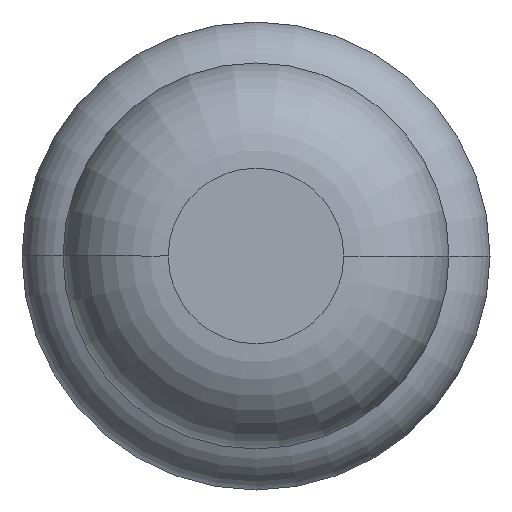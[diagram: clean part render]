
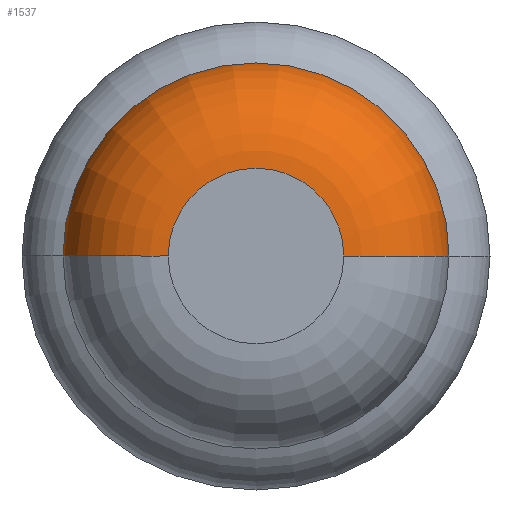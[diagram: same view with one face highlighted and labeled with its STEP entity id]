
A CAD part, front view. The second image highlights one B-rep face of the part: STEP entity #1537.
In plain terms, the highlighted toroidal (fillet/blend) face has major radius 0.375 mm and minor radius 0.45 mm.
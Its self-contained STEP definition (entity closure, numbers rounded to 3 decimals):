
#35 = ORIENTED_EDGE ( 'NONE', *, *, #543, .F. ) ;
#121 = VERTEX_POINT ( 'NONE', #3787 ) ;
#321 = AXIS2_PLACEMENT_3D ( 'NONE', #3279, #549, #1909 ) ;
#481 = CARTESIAN_POINT ( 'NONE',  ( 0.825, -31.55, 0. ) ) ;
#486 = EDGE_CURVE ( 'NONE', #2573, #121, #704, .T. ) ;
#543 = EDGE_CURVE ( 'Defeature ausgef�hrt1_6+Defeature ausgef�hrt1_7+Defeature ausgef�hrt1_7+Defeature ausgef�hrt1_7', #2766, #121, #1659, .T. ) ;
#549 = DIRECTION ( 'NONE',  ( 0., 0., 1. ) ) ;
#577 = CARTESIAN_POINT ( 'NONE',  ( 0., -32., 0. ) ) ;
#704 = CIRCLE ( 'NONE', #321, 0.45 ) ;
#808 = FACE_OUTER_BOUND ( 'NONE', #1119, .T. ) ;
#968 = CIRCLE ( 'NONE', #1442, 0.825 ) ;
#1012 = ORIENTED_EDGE ( 'NONE', *, *, #486, .T. ) ;
#1119 = EDGE_LOOP ( 'NONE', ( #2547, #1012, #35, #3085 ) ) ;
#1226 = CIRCLE ( 'NONE', #2852, 0.45 ) ;
#1233 = EDGE_CURVE ( 'Defeature ausgef�hrt1_7+Defeature ausgef�hrt1_8+Defeature ausgef�hrt1_8+Defeature ausgef�hrt1_8', #1890, #2573, #968, .T. ) ;
#1254 = DIRECTION ( 'NONE',  ( 0., -1., 0. ) ) ;
#1442 = AXIS2_PLACEMENT_3D ( 'NONE', #4172, #1610, #3989 ) ;
#1467 = CARTESIAN_POINT ( 'NONE',  ( 0.375, -31.55, 0. ) ) ;
#1537 = ADVANCED_FACE ( 'Defeature ausgef�hrt1_7', ( #808 ), #1930, .T. ) ;
#1610 = DIRECTION ( 'NONE',  ( 0., -1., 0. ) ) ;
#1659 = CIRCLE ( 'NONE', #2523, 0.375 ) ;
#1890 = VERTEX_POINT ( 'NONE', #481 ) ;
#1909 = DIRECTION ( 'NONE',  ( 1., 0., 0. ) ) ;
#1930 = TOROIDAL_SURFACE ( 'NONE', #1975, 0.375, 0.45 ) ;
#1975 = AXIS2_PLACEMENT_3D ( 'NONE', #2300, #3346, #4012 ) ;
#2228 = CARTESIAN_POINT ( 'NONE',  ( 0.375, -32., 0. ) ) ;
#2300 = CARTESIAN_POINT ( 'NONE',  ( 0., -31.55, 0. ) ) ;
#2494 = EDGE_CURVE ( 'NONE', #1890, #2766, #1226, .T. ) ;
#2523 = AXIS2_PLACEMENT_3D ( 'NONE', #577, #1254, #3967 ) ;
#2547 = ORIENTED_EDGE ( 'NONE', *, *, #1233, .T. ) ;
#2573 = VERTEX_POINT ( 'NONE', #2839 ) ;
#2766 = VERTEX_POINT ( 'NONE', #2228 ) ;
#2799 = DIRECTION ( 'NONE',  ( 0., 0., -1. ) ) ;
#2839 = CARTESIAN_POINT ( 'NONE',  ( -0.825, -31.55, 0. ) ) ;
#2852 = AXIS2_PLACEMENT_3D ( 'NONE', #1467, #2799, #3497 ) ;
#3085 = ORIENTED_EDGE ( 'NONE', *, *, #2494, .F. ) ;
#3279 = CARTESIAN_POINT ( 'NONE',  ( -0.375, -31.55, 0. ) ) ;
#3346 = DIRECTION ( 'NONE',  ( 0., -1., 0. ) ) ;
#3497 = DIRECTION ( 'NONE',  ( -1., 0., 0. ) ) ;
#3787 = CARTESIAN_POINT ( 'NONE',  ( -0.375, -32., 0. ) ) ;
#3967 = DIRECTION ( 'NONE',  ( 1., 0., 0. ) ) ;
#3989 = DIRECTION ( 'NONE',  ( 1., 0., 0. ) ) ;
#4012 = DIRECTION ( 'NONE',  ( 1., 0., 0. ) ) ;
#4172 = CARTESIAN_POINT ( 'NONE',  ( 0., -31.55, 0. ) ) ;
